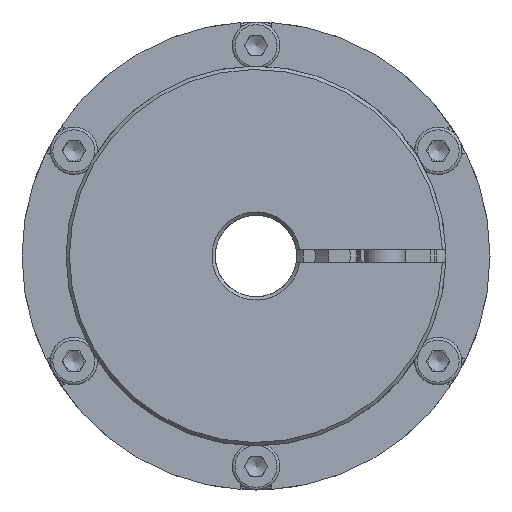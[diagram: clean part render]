
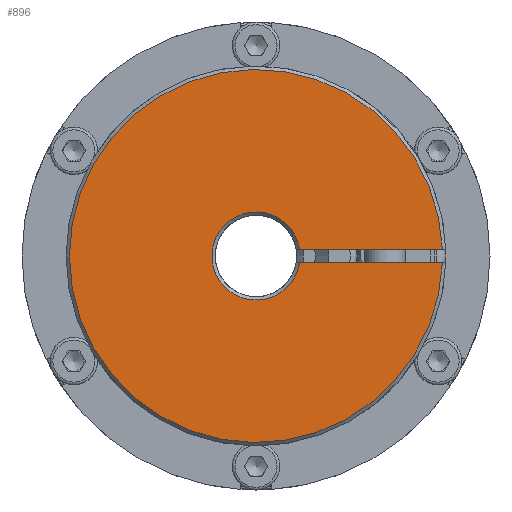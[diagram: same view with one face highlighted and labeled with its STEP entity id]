
A CAD part, left-side view. The second image highlights one B-rep face of the part: STEP entity #896.
In plain terms, the highlighted planar face has unit normal (-1, 0, 0).
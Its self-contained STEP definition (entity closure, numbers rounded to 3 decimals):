
#896 = ADVANCED_FACE( '', ( #2100 ), #2101, .T. );
#2100 = FACE_OUTER_BOUND( '', #3645, .T. );
#2101 = PLANE( '', #3646 );
#3645 = EDGE_LOOP( '', ( #6174, #6175, #6176, #6177 ) );
#3646 = AXIS2_PLACEMENT_3D( '', #6178, #6179, #6180 );
#6174 = ORIENTED_EDGE( '', *, *, #8437, .T. );
#6175 = ORIENTED_EDGE( '', *, *, #9059, .T. );
#6176 = ORIENTED_EDGE( '', *, *, #9060, .T. );
#6177 = ORIENTED_EDGE( '', *, *, #9061, .T. );
#6178 = CARTESIAN_POINT( '', ( -53.5, 0., 4. ) );
#6179 = DIRECTION( '', ( -1., 0., 0. ) );
#6180 = DIRECTION( '', ( 0., 0., 1. ) );
#8437 = EDGE_CURVE( '', #10047, #10045, #10048, .T. );
#9059 = EDGE_CURVE( '', #10045, #11009, #11010, .F. );
#9060 = EDGE_CURVE( '', #11009, #11011, #11012, .T. );
#9061 = EDGE_CURVE( '', #11011, #10047, #11013, .T. );
#10045 = VERTEX_POINT( '', #12447 );
#10047 = VERTEX_POINT( '', #12452 );
#10048 = LINE( '', #12453, #12454 );
#11009 = VERTEX_POINT( '', #14302 );
#11010 = CIRCLE( '', #14303, 6.5 );
#11011 = VERTEX_POINT( '', #14304 );
#11012 = LINE( '', #14305, #14306 );
#11013 = CIRCLE( '', #14307, 27.5 );
#12447 = CARTESIAN_POINT( '', ( -53.5, -6.423, -1. ) );
#12452 = CARTESIAN_POINT( '', ( -53.5, -27.482, -1. ) );
#12453 = CARTESIAN_POINT( '', ( -53.5, -40.137, -1. ) );
#12454 = VECTOR( '', #16473, 1000. );
#14302 = CARTESIAN_POINT( '', ( -53.5, -6.423, 1. ) );
#14303 = AXIS2_PLACEMENT_3D( '', #17290, #17291, #17292 );
#14304 = CARTESIAN_POINT( '', ( -53.5, -27.482, 1. ) );
#14305 = CARTESIAN_POINT( '', ( -53.5, -0.537, 1. ) );
#14306 = VECTOR( '', #17293, 1000. );
#14307 = AXIS2_PLACEMENT_3D( '', #17294, #17295, #17296 );
#16473 = DIRECTION( '', ( 0., 1., 0. ) );
#17290 = CARTESIAN_POINT( '', ( -53.5, 0., 0. ) );
#17291 = DIRECTION( '', ( -1., 0., 0. ) );
#17292 = DIRECTION( '', ( 0., 0., 1. ) );
#17293 = DIRECTION( '', ( 0., -1., 0. ) );
#17294 = CARTESIAN_POINT( '', ( -53.5, 0., 0. ) );
#17295 = DIRECTION( '', ( -1., 0., 0. ) );
#17296 = DIRECTION( '', ( 0., 0., 1. ) );
